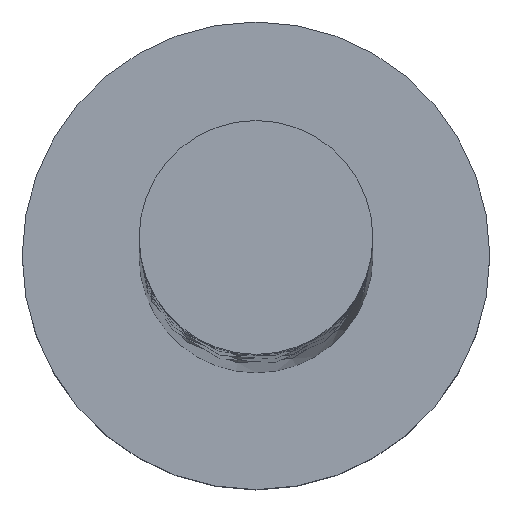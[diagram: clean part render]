
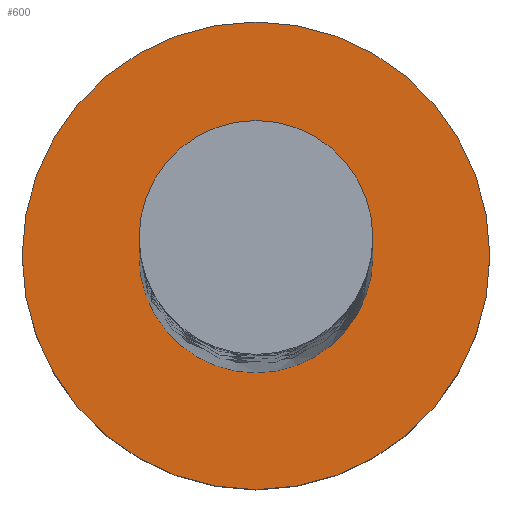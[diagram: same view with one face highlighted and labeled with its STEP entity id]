
A CAD part, top view. The second image highlights one B-rep face of the part: STEP entity #600.
In plain terms, the highlighted planar face has unit normal (0, 0, 1).
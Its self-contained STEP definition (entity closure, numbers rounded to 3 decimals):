
#1 = ORIENTED_EDGE ( 'NONE', *, *, #1320, .F. ) ;
#65 = AXIS2_PLACEMENT_3D ( 'NONE', #547, #1419, #1005 ) ;
#100 = FACE_BOUND ( 'NONE', #1695, .T. ) ;
#159 = AXIS2_PLACEMENT_3D ( 'NONE', #619, #460, #1178 ) ;
#176 = CARTESIAN_POINT ( 'NONE',  ( 0., 0., 5. ) ) ;
#224 = VERTEX_POINT ( 'NONE', #1802 ) ;
#232 = DIRECTION ( 'NONE',  ( 0., 0., 1. ) ) ;
#243 = CARTESIAN_POINT ( 'NONE',  ( 0., 0., 5. ) ) ;
#325 = EDGE_LOOP ( 'NONE', ( #997, #1608 ) ) ;
#346 = EDGE_CURVE ( 'NONE', #571, #925, #393, .T. ) ;
#373 = AXIS2_PLACEMENT_3D ( 'NONE', #558, #1605, #1744 ) ;
#382 = DIRECTION ( 'NONE',  ( 1., 0., 0. ) ) ;
#393 = CIRCLE ( 'NONE', #913, 6. ) ;
#415 = VERTEX_POINT ( 'NONE', #1701 ) ;
#460 = DIRECTION ( 'NONE',  ( 0., 0., 1. ) ) ;
#547 = CARTESIAN_POINT ( 'NONE',  ( 0., 0., 5. ) ) ;
#558 = CARTESIAN_POINT ( 'NONE',  ( 0., 0., 5. ) ) ;
#571 = VERTEX_POINT ( 'NONE', #1732 ) ;
#600 = ADVANCED_FACE ( 'NONE', ( #100, #1294 ), #708, .T. ) ;
#619 = CARTESIAN_POINT ( 'NONE',  ( 0., 0., 5. ) ) ;
#708 = PLANE ( 'NONE',  #373 ) ;
#766 = AXIS2_PLACEMENT_3D ( 'NONE', #243, #232, #382 ) ;
#798 = DIRECTION ( 'NONE',  ( 0., 0., 1. ) ) ;
#896 = CIRCLE ( 'NONE', #766, 3. ) ;
#913 = AXIS2_PLACEMENT_3D ( 'NONE', #176, #798, #1381 ) ;
#925 = VERTEX_POINT ( 'NONE', #1790 ) ;
#956 = EDGE_CURVE ( 'NONE', #925, #571, #1228, .T. ) ;
#997 = ORIENTED_EDGE ( 'NONE', *, *, #956, .T. ) ;
#1005 = DIRECTION ( 'NONE',  ( 1., 0., 0. ) ) ;
#1108 = ORIENTED_EDGE ( 'NONE', *, *, #1891, .F. ) ;
#1178 = DIRECTION ( 'NONE',  ( 1., 0., 0. ) ) ;
#1228 = CIRCLE ( 'NONE', #65, 6. ) ;
#1294 = FACE_OUTER_BOUND ( 'NONE', #325, .T. ) ;
#1320 = EDGE_CURVE ( 'NONE', #224, #415, #1476, .T. ) ;
#1381 = DIRECTION ( 'NONE',  ( 1., 0., 0. ) ) ;
#1419 = DIRECTION ( 'NONE',  ( 0., 0., 1. ) ) ;
#1476 = CIRCLE ( 'NONE', #159, 3. ) ;
#1605 = DIRECTION ( 'NONE',  ( 0., 0., 1. ) ) ;
#1608 = ORIENTED_EDGE ( 'NONE', *, *, #346, .T. ) ;
#1695 = EDGE_LOOP ( 'NONE', ( #1108, #1 ) ) ;
#1701 = CARTESIAN_POINT ( 'NONE',  ( -3., 0., 5. ) ) ;
#1732 = CARTESIAN_POINT ( 'NONE',  ( 6., 0., 5. ) ) ;
#1744 = DIRECTION ( 'NONE',  ( 1., 0., 0. ) ) ;
#1790 = CARTESIAN_POINT ( 'NONE',  ( -6., 0., 5. ) ) ;
#1802 = CARTESIAN_POINT ( 'NONE',  ( 3., 0., 5. ) ) ;
#1891 = EDGE_CURVE ( 'NONE', #415, #224, #896, .T. ) ;
